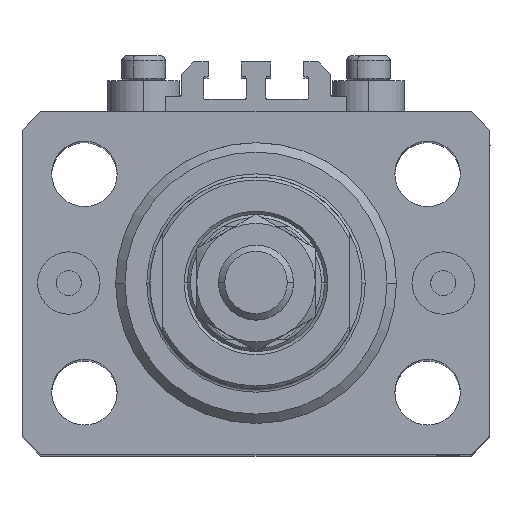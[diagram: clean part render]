
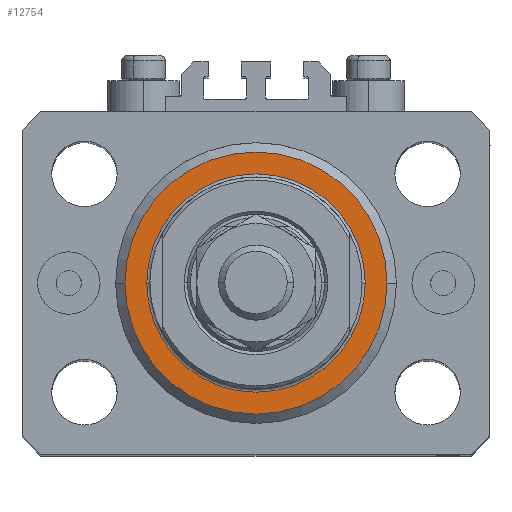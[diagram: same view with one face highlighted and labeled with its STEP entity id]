
A CAD part, top view. The second image highlights one B-rep face of the part: STEP entity #12754.
In plain terms, the highlighted face is planar.
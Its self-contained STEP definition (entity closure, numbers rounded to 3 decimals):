
#2290 = ORIENTED_EDGE ( 'NONE', *, *, #40055, .T. ) ;
#3951 = DIRECTION ( 'NONE',  ( 1., 0., 0. ) ) ;
#5796 = VERTEX_POINT ( 'NONE', #37919 ) ;
#6203 = ORIENTED_EDGE ( 'NONE', *, *, #28675, .T. ) ;
#10908 = ORIENTED_EDGE ( 'NONE', *, *, #47747, .T. ) ;
#11107 = DIRECTION ( 'NONE',  ( 0., 0., -1. ) ) ;
#11741 = DIRECTION ( 'NONE',  ( 1., 0., 0. ) ) ;
#11780 = CIRCLE ( 'NONE', #39385, 17.5 ) ;
#11788 = EDGE_CURVE ( 'NONE', #20311, #35391, #31664, .T. ) ;
#12754 = ADVANCED_FACE ( 'NONE', ( #37656, #18917 ), #40870, .F. ) ;
#15126 = ORIENTED_EDGE ( 'NONE', *, *, #11788, .T. ) ;
#15205 = CARTESIAN_POINT ( 'NONE',  ( 0., 0., 0. ) ) ;
#16169 = CARTESIAN_POINT ( 'NONE',  ( 21., 0., 0. ) ) ;
#16555 = EDGE_LOOP ( 'NONE', ( #6203, #15126 ) ) ;
#18182 = DIRECTION ( 'NONE',  ( 1., 0., 0. ) ) ;
#18541 = CARTESIAN_POINT ( 'NONE',  ( 0., 0., 0. ) ) ;
#18917 = FACE_OUTER_BOUND ( 'NONE', #16555, .T. ) ;
#19342 = DIRECTION ( 'NONE',  ( 1., 0., 0. ) ) ;
#20311 = VERTEX_POINT ( 'NONE', #39172 ) ;
#22550 = DIRECTION ( 'NONE',  ( 0., 0., 1. ) ) ;
#25959 = CIRCLE ( 'NONE', #33855, 17.5 ) ;
#26213 = AXIS2_PLACEMENT_3D ( 'NONE', #42821, #47006, #38624 ) ;
#26550 = CARTESIAN_POINT ( 'NONE',  ( 0., 0., 0. ) ) ;
#28516 = VERTEX_POINT ( 'NONE', #35083 ) ;
#28675 = EDGE_CURVE ( 'NONE', #35391, #20311, #36891, .T. ) ;
#31664 = CIRCLE ( 'NONE', #37980, 21. ) ;
#32981 = AXIS2_PLACEMENT_3D ( 'NONE', #18541, #11107, #3951 ) ;
#33855 = AXIS2_PLACEMENT_3D ( 'NONE', #41542, #22550, #19342 ) ;
#33951 = DIRECTION ( 'NONE',  ( 0., 0., -1. ) ) ;
#35083 = CARTESIAN_POINT ( 'NONE',  ( 17.5, 0., 0. ) ) ;
#35391 = VERTEX_POINT ( 'NONE', #16169 ) ;
#36891 = CIRCLE ( 'NONE', #32981, 21. ) ;
#37656 = FACE_BOUND ( 'NONE', #44937, .T. ) ;
#37663 = DIRECTION ( 'NONE',  ( 0., 0., 1. ) ) ;
#37919 = CARTESIAN_POINT ( 'NONE',  ( -17.5, 0., 0. ) ) ;
#37980 = AXIS2_PLACEMENT_3D ( 'NONE', #15205, #33951, #18182 ) ;
#38624 = DIRECTION ( 'NONE',  ( 1., 0., 0. ) ) ;
#39172 = CARTESIAN_POINT ( 'NONE',  ( -21., 0., 0. ) ) ;
#39385 = AXIS2_PLACEMENT_3D ( 'NONE', #26550, #37663, #11741 ) ;
#40055 = EDGE_CURVE ( 'NONE', #28516, #5796, #11780, .T. ) ;
#40870 = PLANE ( 'NONE',  #26213 ) ;
#41542 = CARTESIAN_POINT ( 'NONE',  ( 0., 0., 0. ) ) ;
#42821 = CARTESIAN_POINT ( 'NONE',  ( 0., 0., 0. ) ) ;
#44937 = EDGE_LOOP ( 'NONE', ( #2290, #10908 ) ) ;
#47006 = DIRECTION ( 'NONE',  ( 0., 0., 1. ) ) ;
#47747 = EDGE_CURVE ( 'NONE', #5796, #28516, #25959, .T. ) ;
